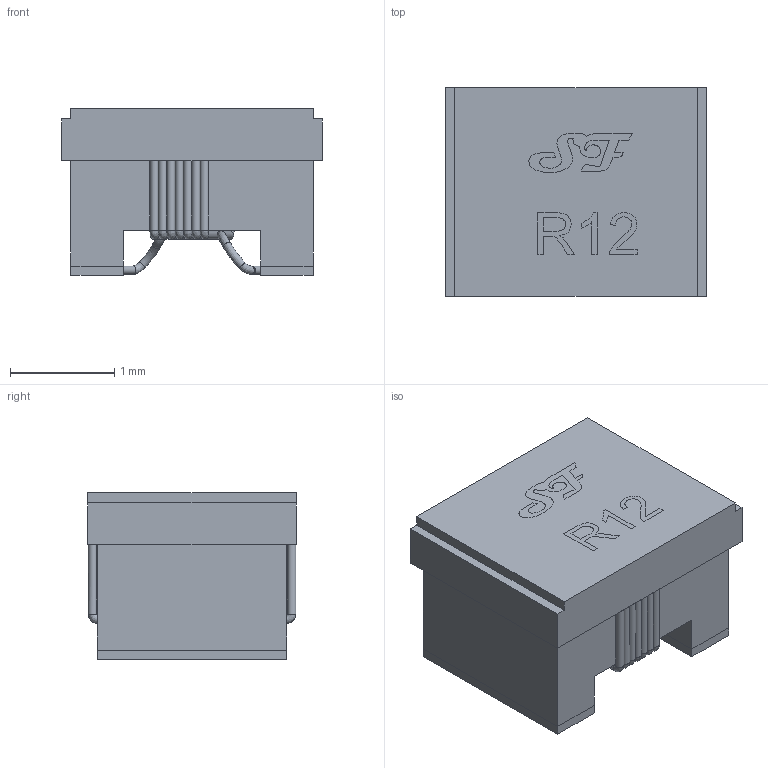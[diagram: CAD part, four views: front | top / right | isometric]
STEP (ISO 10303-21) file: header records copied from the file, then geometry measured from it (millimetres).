
FILE_DESCRIPTION(/* description */ (''),/* implementation_level */ '2;1');
FILE_NAME(/* name */ 'CW2520~1',/* time_stamp */ '2022-11-06T14:13:15+01:00',/* author */ (''),/* organization */ (''),/* preprocessor_version */ 'ST-DEVELOPER v16.5',/* originating_system */ '',/* authorisation */ '');
FILE_SCHEMA (('AUTOMOTIVE_DESIGN'));
Length unit declared in the file: millimetre
Products named in the file (1): Document
Bounding box: 2.5 x 2 x 1.6 mm (x, y, z)
Volume: 5.1 mm3; surface area: 45.1 mm2
Topology: 11 solids, 17 shells, 98 faces, 252 edges, 183 vertices
Faces by surface type: plane 53, cylinder 23, bspline 22
Full cylindrical faces by diameter (mm): 0.08 x23
Entity records: 4577 total; most frequent: CARTESIAN_POINT 2814, ORIENTED_EDGE 422, EDGE_CURVE 252, VERTEX_POINT 183, B_SPLINE_CURVE_WITH_KNOTS 159, EDGE_LOOP 103, ADVANCED_FACE 98, FACE_OUTER_BOUND 98
